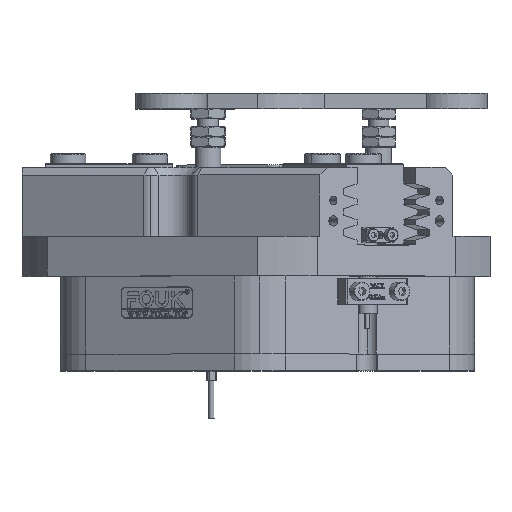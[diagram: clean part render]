
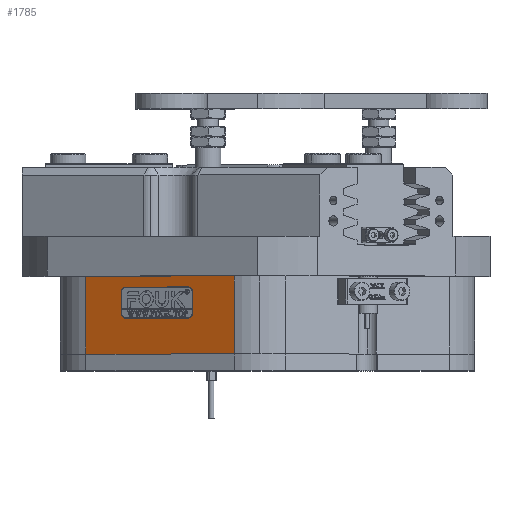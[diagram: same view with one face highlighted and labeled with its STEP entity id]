
A CAD part, top view. The second image highlights one B-rep face of the part: STEP entity #1785.
In plain terms, the highlighted planar face has unit normal (-0.5, 0, 0.866).
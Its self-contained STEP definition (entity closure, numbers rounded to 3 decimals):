
#1112 = CARTESIAN_POINT ( 'NONE',  ( -30.175, 26.2, 77.264 ) ) ;
#1484 = ORIENTED_EDGE ( 'NONE', *, *, #56762, .T. ) ;
#1785 = ADVANCED_FACE ( 'NONE', ( #25793, #51001 ), #50665, .T. ) ;
#1862 = VECTOR ( 'NONE', #29067, 1000. ) ;
#2548 = ORIENTED_EDGE ( 'NONE', *, *, #17394, .T. ) ;
#3495 = VERTEX_POINT ( 'NONE', #24659 ) ;
#3660 = ORIENTED_EDGE ( 'NONE', *, *, #40432, .T. ) ;
#4046 = DIRECTION ( 'NONE',  ( 0., 1., 0. ) ) ;
#4964 = DIRECTION ( 'NONE',  ( -0.866, 0., -0.5 ) ) ;
#5447 = VERTEX_POINT ( 'NONE', #26401 ) ;
#6423 = CARTESIAN_POINT ( 'NONE',  ( -30.175, 24.1, 77.264 ) ) ;
#6846 = CARTESIAN_POINT ( 'NONE',  ( -54.423, 14., 63.264 ) ) ;
#6921 = VECTOR ( 'NONE', #4046, 1000. ) ;
#7090 = VERTEX_POINT ( 'NONE', #35461 ) ;
#7238 = EDGE_CURVE ( 'NONE', #3495, #47051, #52006, .T. ) ;
#7298 = ORIENTED_EDGE ( 'NONE', *, *, #8231, .T. ) ;
#8231 = EDGE_CURVE ( 'NONE', #57653, #36604, #32293, .T. ) ;
#8663 = LINE ( 'NONE', #53155, #21931 ) ;
#9958 = ORIENTED_EDGE ( 'NONE', *, *, #32750, .F. ) ;
#10564 = DIRECTION ( 'NONE',  ( -0.5, 0., 0.866 ) ) ;
#11219 = VECTOR ( 'NONE', #43765, 1000. ) ;
#12020 = DIRECTION ( 'NONE',  ( -0.866, 0., -0.5 ) ) ;
#13070 = CIRCLE ( 'NONE', #21296, 2.1 ) ;
#13592 = CARTESIAN_POINT ( 'NONE',  ( -30.175, 16.1, 77.264 ) ) ;
#13785 = DIRECTION ( 'NONE',  ( 0.5, 0., -0.866 ) ) ;
#13846 = ORIENTED_EDGE ( 'NONE', *, *, #18793, .T. ) ;
#14738 = DIRECTION ( 'NONE',  ( 0.866, 0., 0.5 ) ) ;
#17394 = EDGE_CURVE ( 'NONE', #46567, #23834, #27006, .T. ) ;
#17482 = VERTEX_POINT ( 'NONE', #19963 ) ;
#18353 = CARTESIAN_POINT ( 'NONE',  ( -41., 30.5, 71.014 ) ) ;
#18446 = DIRECTION ( 'NONE',  ( -0.866, 0., -0.5 ) ) ;
#18488 = DIRECTION ( 'NONE',  ( 0., -1., 0. ) ) ;
#18793 = EDGE_CURVE ( 'NONE', #23834, #7090, #48326, .T. ) ;
#18903 = LINE ( 'NONE', #20823, #11219 ) ;
#19199 = VERTEX_POINT ( 'NONE', #46479 ) ;
#19963 = CARTESIAN_POINT ( 'NONE',  ( -30.175, 26.2, 77.264 ) ) ;
#20823 = CARTESIAN_POINT ( 'NONE',  ( -70., 73., 54.271 ) ) ;
#21296 = AXIS2_PLACEMENT_3D ( 'NONE', #6423, #42067, #33245 ) ;
#21342 = VECTOR ( 'NONE', #36197, 1000. ) ;
#21499 = AXIS2_PLACEMENT_3D ( 'NONE', #46972, #10564, #42247 ) ;
#21931 = VECTOR ( 'NONE', #26321, 1000. ) ;
#23190 = CARTESIAN_POINT ( 'NONE',  ( -28.356, 24.1, 78.314 ) ) ;
#23834 = VERTEX_POINT ( 'NONE', #48484 ) ;
#24060 = EDGE_CURVE ( 'NONE', #43487, #46567, #8663, .T. ) ;
#24659 = CARTESIAN_POINT ( 'NONE',  ( -12., 0., 87.757 ) ) ;
#25793 = FACE_OUTER_BOUND ( 'NONE', #53242, .T. ) ;
#26032 = VECTOR ( 'NONE', #38365, 1000. ) ;
#26321 = DIRECTION ( 'NONE',  ( -0.866, 0., -0.5 ) ) ;
#26401 = CARTESIAN_POINT ( 'NONE',  ( -54.423, 26.2, 63.264 ) ) ;
#27006 = CIRCLE ( 'NONE', #57236, 2.1 ) ;
#27226 = CIRCLE ( 'NONE', #45858, 2.1 ) ;
#28470 = CARTESIAN_POINT ( 'NONE',  ( -12., 73., 87.757 ) ) ;
#29067 = DIRECTION ( 'NONE',  ( 0., 1., 0. ) ) ;
#30628 = CARTESIAN_POINT ( 'NONE',  ( -30.175, 14., 77.264 ) ) ;
#32293 = LINE ( 'NONE', #23190, #35090 ) ;
#32750 = EDGE_CURVE ( 'NONE', #41908, #19199, #43801, .T. ) ;
#33245 = DIRECTION ( 'NONE',  ( 0.866, 0., 0.5 ) ) ;
#34132 = DIRECTION ( 'NONE',  ( 0.5, 0., -0.866 ) ) ;
#35090 = VECTOR ( 'NONE', #18488, 1000. ) ;
#35461 = CARTESIAN_POINT ( 'NONE',  ( -56.242, 24.1, 62.214 ) ) ;
#36197 = DIRECTION ( 'NONE',  ( 0.866, 0., 0.5 ) ) ;
#36604 = VERTEX_POINT ( 'NONE', #48753 ) ;
#36638 = CARTESIAN_POINT ( 'NONE',  ( -28.356, 24.1, 78.314 ) ) ;
#36995 = ORIENTED_EDGE ( 'NONE', *, *, #49673, .T. ) ;
#38365 = DIRECTION ( 'NONE',  ( -0.866, 0., -0.5 ) ) ;
#40432 = EDGE_CURVE ( 'NONE', #41908, #47051, #18903, .T. ) ;
#40621 = AXIS2_PLACEMENT_3D ( 'NONE', #56231, #34132, #12020 ) ;
#41678 = ORIENTED_EDGE ( 'NONE', *, *, #7238, .F. ) ;
#41908 = VERTEX_POINT ( 'NONE', #47197 ) ;
#42067 = DIRECTION ( 'NONE',  ( 0.5, 0., -0.866 ) ) ;
#42247 = DIRECTION ( 'NONE',  ( 0.866, 0., 0.5 ) ) ;
#42649 = ORIENTED_EDGE ( 'NONE', *, *, #57190, .T. ) ;
#42836 = CARTESIAN_POINT ( 'NONE',  ( -70., 0., 54.271 ) ) ;
#43487 = VERTEX_POINT ( 'NONE', #30628 ) ;
#43765 = DIRECTION ( 'NONE',  ( 0., -1., 0. ) ) ;
#43801 = LINE ( 'NONE', #18353, #21342 ) ;
#45858 = AXIS2_PLACEMENT_3D ( 'NONE', #13592, #13785, #18446 ) ;
#45953 = VECTOR ( 'NONE', #14738, 1000. ) ;
#46479 = CARTESIAN_POINT ( 'NONE',  ( -12., 30.5, 87.757 ) ) ;
#46567 = VERTEX_POINT ( 'NONE', #6846 ) ;
#46972 = CARTESIAN_POINT ( 'NONE',  ( 82., 73., 142.028 ) ) ;
#47051 = VERTEX_POINT ( 'NONE', #42836 ) ;
#47197 = CARTESIAN_POINT ( 'NONE',  ( -70., 30.5, 54.271 ) ) ;
#48326 = LINE ( 'NONE', #57431, #6921 ) ;
#48484 = CARTESIAN_POINT ( 'NONE',  ( -56.242, 16.1, 62.214 ) ) ;
#48753 = CARTESIAN_POINT ( 'NONE',  ( -28.356, 16.1, 78.314 ) ) ;
#49673 = EDGE_CURVE ( 'NONE', #36604, #43487, #27226, .T. ) ;
#49970 = CARTESIAN_POINT ( 'NONE',  ( -54.423, 16.1, 63.264 ) ) ;
#50428 = EDGE_CURVE ( 'NONE', #7090, #5447, #55185, .T. ) ;
#50526 = DIRECTION ( 'NONE',  ( 0.5, 0., -0.866 ) ) ;
#50665 = PLANE ( 'NONE',  #21499 ) ;
#51001 = FACE_BOUND ( 'NONE', #52821, .T. ) ;
#52006 = LINE ( 'NONE', #56150, #26032 ) ;
#52821 = EDGE_LOOP ( 'NONE', ( #7298, #36995, #57935, #2548, #13846, #57508, #42649, #55886 ) ) ;
#53155 = CARTESIAN_POINT ( 'NONE',  ( -30.175, 14., 77.264 ) ) ;
#53242 = EDGE_LOOP ( 'NONE', ( #9958, #3660, #41678, #1484 ) ) ;
#53678 = LINE ( 'NONE', #28470, #1862 ) ;
#55000 = LINE ( 'NONE', #1112, #45953 ) ;
#55185 = CIRCLE ( 'NONE', #40621, 2.1 ) ;
#55886 = ORIENTED_EDGE ( 'NONE', *, *, #56134, .T. ) ;
#56134 = EDGE_CURVE ( 'NONE', #17482, #57653, #13070, .T. ) ;
#56150 = CARTESIAN_POINT ( 'NONE',  ( 82., 0., 142.028 ) ) ;
#56231 = CARTESIAN_POINT ( 'NONE',  ( -54.423, 24.1, 63.264 ) ) ;
#56762 = EDGE_CURVE ( 'NONE', #3495, #19199, #53678, .T. ) ;
#57190 = EDGE_CURVE ( 'NONE', #5447, #17482, #55000, .T. ) ;
#57236 = AXIS2_PLACEMENT_3D ( 'NONE', #49970, #50526, #4964 ) ;
#57431 = CARTESIAN_POINT ( 'NONE',  ( -56.242, 24.1, 62.214 ) ) ;
#57508 = ORIENTED_EDGE ( 'NONE', *, *, #50428, .T. ) ;
#57653 = VERTEX_POINT ( 'NONE', #36638 ) ;
#57935 = ORIENTED_EDGE ( 'NONE', *, *, #24060, .T. ) ;
